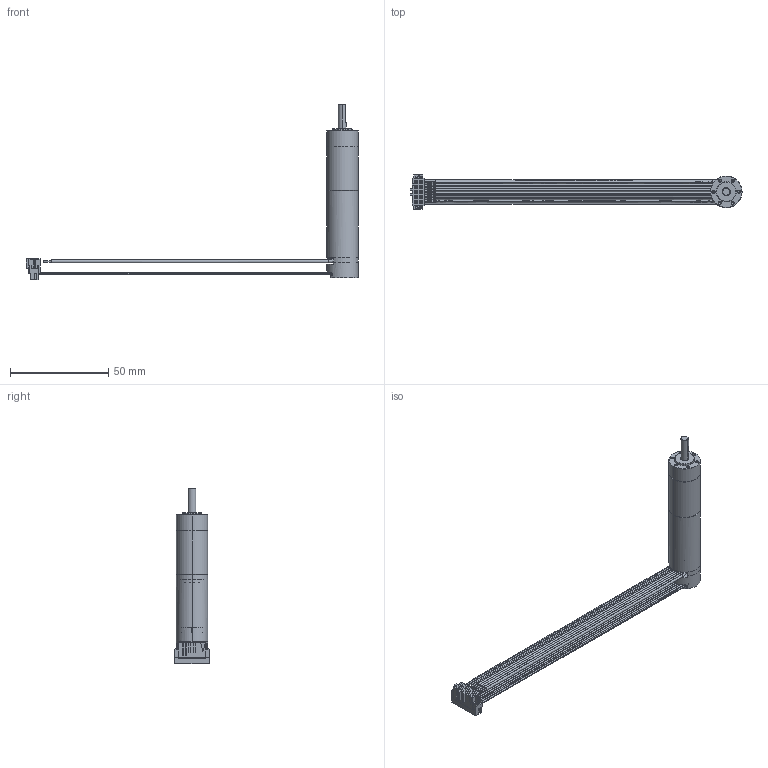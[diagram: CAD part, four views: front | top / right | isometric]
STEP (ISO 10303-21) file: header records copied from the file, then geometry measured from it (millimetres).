
FILE_DESCRIPTION((''),'2;1');
FILE_NAME('4611180000621_SW0001','2022-11-16T15:00:16',('MS05792'),(''),'CREO PARAMETRIC BY PTC INC, 2018100','CREO PARAMETRIC BY PTC INC, 2018100','');
FILE_SCHEMA(('CONFIG_CONTROL_DESIGN'));
Length unit declared in the file: millimetre
Products named in the file (1): 4611180000621_SW0001
Bounding box: 168.88 x 17.3 x 89.28 mm (x, y, z)
Volume: 10226.5 mm3; surface area: 21868.6 mm2
Topology: 1 solids, 2 shells, 1554 faces, 4311 edges, 2804 vertices
Faces by surface type: plane 626, cylinder 453, extrusion 208, cone 195, bspline 49, torus 23
Entity records: 61511 total; most frequent: CARTESIAN_POINT 22188, ORIENTED_EDGE 8586, DIRECTION 7582, EDGE_CURVE 4293, VERTEX_POINT 2808, AXIS2_PLACEMENT_3D 2594, VECTOR 2394, LINE 2186
